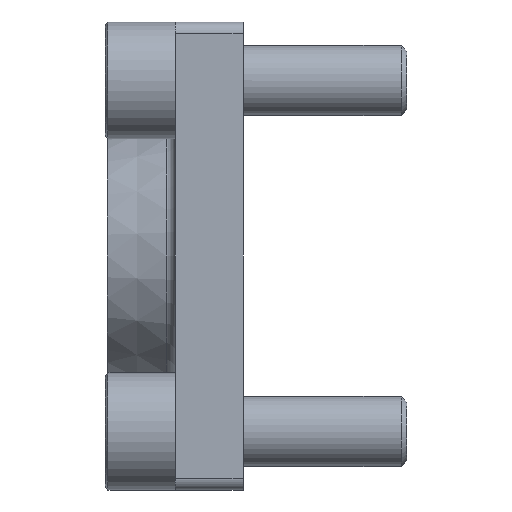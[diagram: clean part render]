
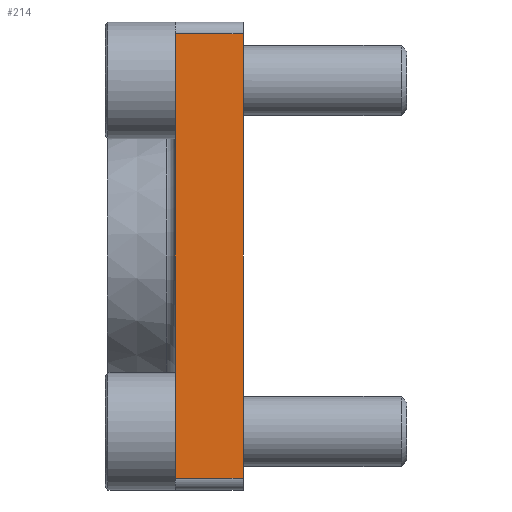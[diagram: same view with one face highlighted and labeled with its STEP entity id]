
A CAD part, left-side view. The second image highlights one B-rep face of the part: STEP entity #214.
In plain terms, the highlighted planar face has unit normal (-1, 0, 0).
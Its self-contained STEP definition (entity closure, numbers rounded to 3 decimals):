
#11 = ORIENTED_EDGE ( 'NONE', *, *, #1194, .F. ) ;
#43 = EDGE_LOOP ( 'NONE', ( #11, #1294, #217, #225 ) ) ;
#154 = VECTOR ( 'NONE', #253, 1000. ) ;
#214 = ADVANCED_FACE ( 'NONE', ( #1162 ), #587, .F. ) ;
#217 = ORIENTED_EDGE ( 'NONE', *, *, #672, .T. ) ;
#225 = ORIENTED_EDGE ( 'NONE', *, *, #1325, .T. ) ;
#233 = VECTOR ( 'NONE', #375, 1000. ) ;
#253 = DIRECTION ( 'NONE',  ( 0., 0., 1. ) ) ;
#339 = LINE ( 'NONE', #1307, #233 ) ;
#375 = DIRECTION ( 'NONE',  ( 0., 1., 0. ) ) ;
#474 = DIRECTION ( 'NONE',  ( 1., 0., 0. ) ) ;
#523 = CARTESIAN_POINT ( 'NONE',  ( -20., 0., 19. ) ) ;
#525 = CARTESIAN_POINT ( 'NONE',  ( -20., 0., -20. ) ) ;
#541 = LINE ( 'NONE', #869, #154 ) ;
#587 = PLANE ( 'NONE',  #621 ) ;
#621 = AXIS2_PLACEMENT_3D ( 'NONE', #1607, #474, #1537 ) ;
#642 = LINE ( 'NONE', #1454, #1495 ) ;
#658 = DIRECTION ( 'NONE',  ( 0., -1., 0. ) ) ;
#672 = EDGE_CURVE ( 'NONE', #1463, #1589, #995, .T. ) ;
#869 = CARTESIAN_POINT ( 'NONE',  ( -20., 5.8, -20. ) ) ;
#892 = VERTEX_POINT ( 'NONE', #1564 ) ;
#904 = CARTESIAN_POINT ( 'NONE',  ( -20., 0., -19. ) ) ;
#995 = LINE ( 'NONE', #525, #1155 ) ;
#1122 = EDGE_CURVE ( 'NONE', #1608, #1463, #642, .T. ) ;
#1155 = VECTOR ( 'NONE', #1369, 1000. ) ;
#1162 = FACE_OUTER_BOUND ( 'NONE', #43, .T. ) ;
#1165 = CARTESIAN_POINT ( 'NONE',  ( -20., 5.8, -19. ) ) ;
#1194 = EDGE_CURVE ( 'NONE', #1608, #892, #541, .T. ) ;
#1294 = ORIENTED_EDGE ( 'NONE', *, *, #1122, .T. ) ;
#1307 = CARTESIAN_POINT ( 'NONE',  ( -20., 5.8, 19. ) ) ;
#1325 = EDGE_CURVE ( 'NONE', #1589, #892, #339, .T. ) ;
#1369 = DIRECTION ( 'NONE',  ( 0., 0., 1. ) ) ;
#1454 = CARTESIAN_POINT ( 'NONE',  ( -20., 0., -19. ) ) ;
#1463 = VERTEX_POINT ( 'NONE', #904 ) ;
#1495 = VECTOR ( 'NONE', #658, 1000. ) ;
#1537 = DIRECTION ( 'NONE',  ( 0., 0., -1. ) ) ;
#1564 = CARTESIAN_POINT ( 'NONE',  ( -20., 5.8, 19. ) ) ;
#1589 = VERTEX_POINT ( 'NONE', #523 ) ;
#1607 = CARTESIAN_POINT ( 'NONE',  ( -20., 5.8, -20. ) ) ;
#1608 = VERTEX_POINT ( 'NONE', #1165 ) ;
